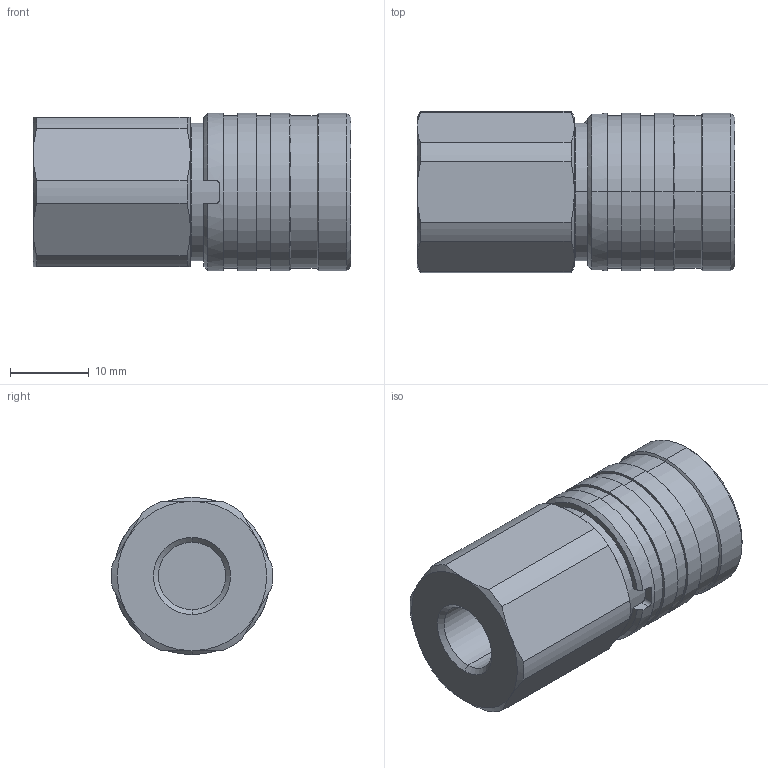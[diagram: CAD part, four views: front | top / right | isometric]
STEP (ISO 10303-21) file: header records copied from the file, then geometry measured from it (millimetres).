
FILE_DESCRIPTION (( 'STEP AP214' ), '1' );
FILE_NAME ('FEM-121-2FB.STEP', '2015-08-25T14:53:30', ( 'admin' ), ( 'Microsoft' ), 'SwSTEP 2.0', 'SolidWorks 2009', '' );
FILE_SCHEMA (( 'AUTOMOTIVE_DESIGN' ));
Length unit declared in the file: millimetre
Products named in the file (1): FEM-121-2FB
Bounding box: 40.4 x 20.48 x 20 mm (x, y, z)
Volume: 11558 mm3; surface area: 4001.5 mm2
Topology: 1 solids, 1 shells, 115 faces, 260 edges, 162 vertices
Faces by surface type: cylinder 44, cone 31, plane 30, torus 8, sphere 2
Entity records: 3521 total; most frequent: CARTESIAN_POINT 895, DIRECTION 577, ORIENTED_EDGE 520, EDGE_CURVE 260, AXIS2_PLACEMENT_3D 247, VERTEX_POINT 162, CIRCLE 131, EDGE_LOOP 130
